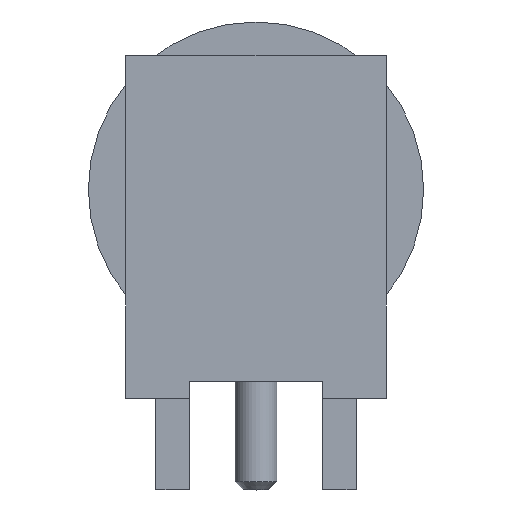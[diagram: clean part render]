
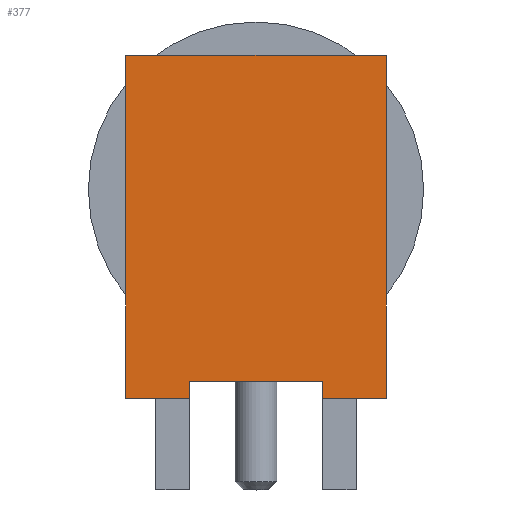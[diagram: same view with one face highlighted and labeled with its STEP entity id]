
A CAD part, left-side view. The second image highlights one B-rep face of the part: STEP entity #377.
In plain terms, the highlighted planar face has unit normal (-1, 0, 0).
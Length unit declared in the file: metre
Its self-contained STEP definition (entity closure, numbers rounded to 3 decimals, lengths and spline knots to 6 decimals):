
#377 = ADVANCED_FACE( '', ( #779 ), #780, .T. );
#779 = FACE_OUTER_BOUND( '', #17197, .T. );
#780 = PLANE( '', #17198 );
#17197 = EDGE_LOOP( '', ( #20902, #20903, #20904, #20905, #20906, #20907, #20908, #20909 ) );
#17198 = AXIS2_PLACEMENT_3D( '', #20910, #20911, #20912 );
#20902 = ORIENTED_EDGE( '', *, *, #21185, .T. );
#20903 = ORIENTED_EDGE( '', *, *, #21284, .F. );
#20904 = ORIENTED_EDGE( '', *, *, #21053, .F. );
#20905 = ORIENTED_EDGE( '', *, *, #21345, .T. );
#20906 = ORIENTED_EDGE( '', *, *, #21062, .T. );
#20907 = ORIENTED_EDGE( '', *, *, #21396, .T. );
#20908 = ORIENTED_EDGE( '', *, *, #21213, .F. );
#20909 = ORIENTED_EDGE( '', *, *, #21257, .T. );
#20910 = CARTESIAN_POINT( '', ( -0.003175, -0.003962, 0.004089 ) );
#20911 = DIRECTION( '', ( -1., 0., 0. ) );
#20912 = DIRECTION( '', ( 0., 0., 1. ) );
#21053 = EDGE_CURVE( '', #21548, #21550, #21551, .T. );
#21062 = EDGE_CURVE( '', #21565, #21563, #21566, .T. );
#21185 = EDGE_CURVE( '', #21758, #21756, #21759, .T. );
#21213 = EDGE_CURVE( '', #21799, #21789, #21801, .T. );
#21257 = EDGE_CURVE( '', #21799, #21758, #21866, .T. );
#21284 = EDGE_CURVE( '', #21550, #21756, #21905, .T. );
#21345 = EDGE_CURVE( '', #21548, #21565, #21982, .T. );
#21396 = EDGE_CURVE( '', #21563, #21789, #22037, .T. );
#21548 = VERTEX_POINT( '', #22550 );
#21550 = VERTEX_POINT( '', #22553 );
#21551 = LINE( '', #22554, #22555 );
#21563 = VERTEX_POINT( '', #22589 );
#21565 = VERTEX_POINT( '', #22592 );
#21566 = LINE( '', #22593, #22594 );
#21756 = VERTEX_POINT( '', #23406 );
#21758 = VERTEX_POINT( '', #23409 );
#21759 = LINE( '', #23410, #23411 );
#21789 = VERTEX_POINT( '', #23573 );
#21799 = VERTEX_POINT( '', #23588 );
#21801 = LINE( '', #23591, #23592 );
#21866 = LINE( '', #23865, #23866 );
#21905 = LINE( '', #23945, #23946 );
#21982 = LINE( '', #24313, #24314 );
#22037 = LINE( '', #24542, #24543 );
#22550 = CARTESIAN_POINT( '', ( -0.003175, 0.002032, -0.005842 ) );
#22553 = CARTESIAN_POINT( '', ( -0.003175, 0.002032, -0.00635 ) );
#22554 = CARTESIAN_POINT( '', ( -0.003175, 0.002032, -0.005842 ) );
#22555 = VECTOR( '', #24639, 1. );
#22589 = CARTESIAN_POINT( '', ( -0.003175, -0.002032, -0.00635 ) );
#22592 = CARTESIAN_POINT( '', ( -0.003175, -0.002032, -0.005842 ) );
#22593 = CARTESIAN_POINT( '', ( -0.003175, -0.002032, -0.005842 ) );
#22594 = VECTOR( '', #24643, 1. );
#23406 = CARTESIAN_POINT( '', ( -0.003175, 0.003962, -0.00635 ) );
#23409 = CARTESIAN_POINT( '', ( -0.003175, 0.003962, 0.004089 ) );
#23410 = CARTESIAN_POINT( '', ( -0.003175, 0.003962, 0.004089 ) );
#23411 = VECTOR( '', #24718, 1. );
#23573 = CARTESIAN_POINT( '', ( -0.003175, -0.003962, -0.00635 ) );
#23588 = CARTESIAN_POINT( '', ( -0.003175, -0.003962, 0.004089 ) );
#23591 = CARTESIAN_POINT( '', ( -0.003175, -0.003962, 0.004089 ) );
#23592 = VECTOR( '', #24731, 1. );
#23865 = CARTESIAN_POINT( '', ( -0.003175, -0.003962, 0.004089 ) );
#23866 = VECTOR( '', #24750, 1. );
#23945 = CARTESIAN_POINT( '', ( -0.003175, 0.002032, -0.00635 ) );
#23946 = VECTOR( '', #24779, 1. );
#24313 = CARTESIAN_POINT( '', ( -0.003175, 0.002032, -0.005842 ) );
#24314 = VECTOR( '', #24804, 1. );
#24542 = CARTESIAN_POINT( '', ( -0.003175, -0.002032, -0.00635 ) );
#24543 = VECTOR( '', #24814, 1. );
#24639 = DIRECTION( '', ( 0., 0., -1. ) );
#24643 = DIRECTION( '', ( 0., 0., -1. ) );
#24718 = DIRECTION( '', ( 0., 0., -1. ) );
#24731 = DIRECTION( '', ( 0., 0., -1. ) );
#24750 = DIRECTION( '', ( 0., 1., 0. ) );
#24779 = DIRECTION( '', ( 0., 1., 0. ) );
#24804 = DIRECTION( '', ( 0., -1., 0. ) );
#24814 = DIRECTION( '', ( 0., -1., 0. ) );
